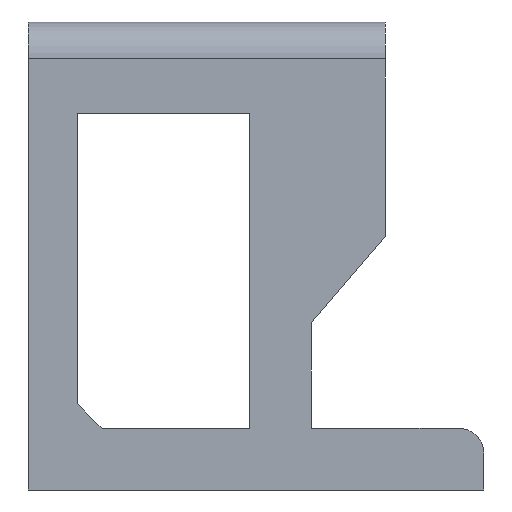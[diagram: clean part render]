
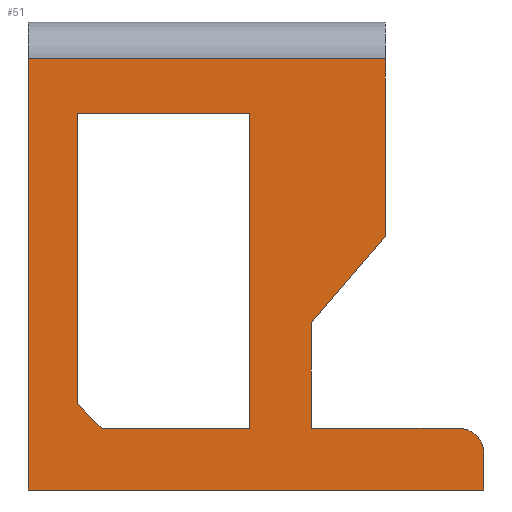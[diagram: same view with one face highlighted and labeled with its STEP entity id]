
A CAD part, left-side view. The second image highlights one B-rep face of the part: STEP entity #51.
In plain terms, the highlighted planar face has unit normal (-1, 0, 0).
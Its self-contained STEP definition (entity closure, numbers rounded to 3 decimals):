
#1 = EDGE_CURVE ( 'NONE', #217, #261, #580, .T. ) ;
#8 = DIRECTION ( 'NONE',  ( 0., -1., 0. ) ) ;
#19 = VECTOR ( 'NONE', #8, 1000. ) ;
#20 = DIRECTION ( 'NONE',  ( 1., 0., 0. ) ) ;
#21 = DIRECTION ( 'NONE',  ( -1., 0., 0. ) ) ;
#27 = AXIS2_PLACEMENT_3D ( 'NONE', #770, #20, #636 ) ;
#30 = DIRECTION ( 'NONE',  ( 0., 1., 0. ) ) ;
#40 = CARTESIAN_POINT ( 'NONE',  ( 0., 0., 5. ) ) ;
#50 = CARTESIAN_POINT ( 'NONE',  ( 0., -25., 20.588 ) ) ;
#51 = ADVANCED_FACE ( 'NONE', ( #235, #512 ), #231, .F. ) ;
#52 = CARTESIAN_POINT ( 'NONE',  ( 0., 0., 30.588 ) ) ;
#61 = VERTEX_POINT ( 'NONE', #167 ) ;
#62 = VECTOR ( 'NONE', #402, 1000. ) ;
#76 = ORIENTED_EDGE ( 'NONE', *, *, #755, .T. ) ;
#77 = CARTESIAN_POINT ( 'NONE',  ( 0., 4., 0. ) ) ;
#83 = DIRECTION ( 'NONE',  ( 0., 0., -1. ) ) ;
#87 = LINE ( 'NONE', #494, #837 ) ;
#115 = ORIENTED_EDGE ( 'NONE', *, *, #621, .F. ) ;
#136 = LINE ( 'NONE', #745, #620 ) ;
#141 = LINE ( 'NONE', #679, #62 ) ;
#142 = LINE ( 'NONE', #882, #19 ) ;
#147 = CARTESIAN_POINT ( 'NONE',  ( 0., -33., 3. ) ) ;
#154 = CARTESIAN_POINT ( 'NONE',  ( 0., -31., 3. ) ) ;
#160 = VERTEX_POINT ( 'NONE', #469 ) ;
#166 = VERTEX_POINT ( 'NONE', #722 ) ;
#167 = CARTESIAN_POINT ( 'NONE',  ( 0., -25., 35. ) ) ;
#171 = VERTEX_POINT ( 'NONE', #557 ) ;
#173 = EDGE_CURVE ( 'NONE', #174, #496, #694, .T. ) ;
#174 = VERTEX_POINT ( 'NONE', #760 ) ;
#175 = LINE ( 'NONE', #567, #548 ) ;
#180 = ORIENTED_EDGE ( 'NONE', *, *, #399, .F. ) ;
#190 = EDGE_CURVE ( 'NONE', #484, #160, #562, .T. ) ;
#191 = LINE ( 'NONE', #664, #290 ) ;
#194 = CARTESIAN_POINT ( 'NONE',  ( 0., -25., 38. ) ) ;
#198 = DIRECTION ( 'NONE',  ( 0., 0., -1. ) ) ;
#200 = ORIENTED_EDGE ( 'NONE', *, *, #670, .F. ) ;
#217 = VERTEX_POINT ( 'NONE', #240 ) ;
#231 = PLANE ( 'NONE',  #27 ) ;
#235 = FACE_OUTER_BOUND ( 'NONE', #559, .T. ) ;
#240 = CARTESIAN_POINT ( 'NONE',  ( 0., -19., 13.588 ) ) ;
#261 = VERTEX_POINT ( 'NONE', #50 ) ;
#284 = ORIENTED_EDGE ( 'NONE', *, *, #646, .F. ) ;
#286 = ORIENTED_EDGE ( 'NONE', *, *, #597, .T. ) ;
#290 = VECTOR ( 'NONE', #331, 1000. ) ;
#298 = VERTEX_POINT ( 'NONE', #309 ) ;
#309 = CARTESIAN_POINT ( 'NONE',  ( 0., -2., 5. ) ) ;
#325 = LINE ( 'NONE', #40, #744 ) ;
#331 = DIRECTION ( 'NONE',  ( 0., 0., -1. ) ) ;
#352 = VERTEX_POINT ( 'NONE', #406 ) ;
#358 = ORIENTED_EDGE ( 'NONE', *, *, #190, .T. ) ;
#363 = VECTOR ( 'NONE', #459, 1000. ) ;
#385 = LINE ( 'NONE', #650, #445 ) ;
#399 = EDGE_CURVE ( 'NONE', #217, #166, #141, .T. ) ;
#402 = DIRECTION ( 'NONE',  ( 0., 0., -1. ) ) ;
#406 = CARTESIAN_POINT ( 'NONE',  ( 0., -14., 30.588 ) ) ;
#411 = LINE ( 'NONE', #612, #363 ) ;
#425 = LINE ( 'NONE', #52, #803 ) ;
#434 = CARTESIAN_POINT ( 'NONE',  ( 0., -25., 20.588 ) ) ;
#436 = EDGE_CURVE ( 'NONE', #298, #690, #411, .T. ) ;
#442 = ORIENTED_EDGE ( 'NONE', *, *, #790, .F. ) ;
#445 = VECTOR ( 'NONE', #198, 1000. ) ;
#459 = DIRECTION ( 'NONE',  ( 0., -1., 0. ) ) ;
#460 = EDGE_CURVE ( 'NONE', #352, #690, #191, .T. ) ;
#469 = CARTESIAN_POINT ( 'NONE',  ( 0., -31., 5. ) ) ;
#484 = VERTEX_POINT ( 'NONE', #147 ) ;
#494 = CARTESIAN_POINT ( 'NONE',  ( 0., -1., 6. ) ) ;
#496 = VERTEX_POINT ( 'NONE', #77 ) ;
#501 = ORIENTED_EDGE ( 'NONE', *, *, #173, .T. ) ;
#505 = ORIENTED_EDGE ( 'NONE', *, *, #460, .T. ) ;
#507 = DIRECTION ( 'NONE',  ( 0., -0.651, 0.759 ) ) ;
#512 = FACE_BOUND ( 'NONE', #861, .T. ) ;
#524 = EDGE_CURVE ( 'NONE', #298, #171, #87, .T. ) ;
#525 = DIRECTION ( 'NONE',  ( 0., 0., -1. ) ) ;
#547 = VECTOR ( 'NONE', #756, 1000. ) ;
#548 = VECTOR ( 'NONE', #30, 1000. ) ;
#553 = DIRECTION ( 'NONE',  ( 0., 0., -1. ) ) ;
#557 = CARTESIAN_POINT ( 'NONE',  ( 0., 0., 7. ) ) ;
#559 = EDGE_LOOP ( 'NONE', ( #180, #776, #200, #286, #501, #76, #625, #358, #284 ) ) ;
#562 = CIRCLE ( 'NONE', #617, 2. ) ;
#564 = VECTOR ( 'NONE', #525, 1000. ) ;
#567 = CARTESIAN_POINT ( 'NONE',  ( 0., 4., 35. ) ) ;
#580 = LINE ( 'NONE', #434, #801 ) ;
#597 = EDGE_CURVE ( 'NONE', #61, #174, #175, .T. ) ;
#612 = CARTESIAN_POINT ( 'NONE',  ( 0., 0., 5. ) ) ;
#617 = AXIS2_PLACEMENT_3D ( 'NONE', #154, #21, #83 ) ;
#620 = VECTOR ( 'NONE', #553, 1000. ) ;
#621 = EDGE_CURVE ( 'NONE', #352, #717, #425, .T. ) ;
#625 = ORIENTED_EDGE ( 'NONE', *, *, #665, .F. ) ;
#636 = DIRECTION ( 'NONE',  ( 0., 0., -1. ) ) ;
#642 = ORIENTED_EDGE ( 'NONE', *, *, #524, .T. ) ;
#646 = EDGE_CURVE ( 'NONE', #166, #160, #325, .T. ) ;
#650 = CARTESIAN_POINT ( 'NONE',  ( 0., -33., 5. ) ) ;
#655 = ORIENTED_EDGE ( 'NONE', *, *, #436, .F. ) ;
#656 = CARTESIAN_POINT ( 'NONE',  ( 0., -14., 5. ) ) ;
#664 = CARTESIAN_POINT ( 'NONE',  ( 0., -14., 51.204 ) ) ;
#665 = EDGE_CURVE ( 'NONE', #484, #775, #385, .T. ) ;
#669 = CARTESIAN_POINT ( 'NONE',  ( 0., 0., 30.588 ) ) ;
#670 = EDGE_CURVE ( 'NONE', #61, #261, #872, .T. ) ;
#679 = CARTESIAN_POINT ( 'NONE',  ( 0., -19., 51.204 ) ) ;
#690 = VERTEX_POINT ( 'NONE', #656 ) ;
#691 = DIRECTION ( 'NONE',  ( 0., 0.707, 0.707 ) ) ;
#694 = LINE ( 'NONE', #700, #547 ) ;
#700 = CARTESIAN_POINT ( 'NONE',  ( 0., 4., 38. ) ) ;
#717 = VERTEX_POINT ( 'NONE', #669 ) ;
#721 = DIRECTION ( 'NONE',  ( 0., -1., 0. ) ) ;
#722 = CARTESIAN_POINT ( 'NONE',  ( 0., -19., 5. ) ) ;
#744 = VECTOR ( 'NONE', #721, 1000. ) ;
#745 = CARTESIAN_POINT ( 'NONE',  ( 0., 0., 38. ) ) ;
#755 = EDGE_CURVE ( 'NONE', #496, #775, #142, .T. ) ;
#756 = DIRECTION ( 'NONE',  ( 0., 0., -1. ) ) ;
#760 = CARTESIAN_POINT ( 'NONE',  ( 0., 4., 35. ) ) ;
#770 = CARTESIAN_POINT ( 'NONE',  ( 0., 0., 5. ) ) ;
#775 = VERTEX_POINT ( 'NONE', #824 ) ;
#776 = ORIENTED_EDGE ( 'NONE', *, *, #1, .T. ) ;
#790 = EDGE_CURVE ( 'NONE', #717, #171, #136, .T. ) ;
#791 = DIRECTION ( 'NONE',  ( 0., 1., 0. ) ) ;
#801 = VECTOR ( 'NONE', #507, 1000. ) ;
#803 = VECTOR ( 'NONE', #791, 1000. ) ;
#824 = CARTESIAN_POINT ( 'NONE',  ( 0., -33., 0. ) ) ;
#837 = VECTOR ( 'NONE', #691, 1000. ) ;
#861 = EDGE_LOOP ( 'NONE', ( #442, #115, #505, #655, #642 ) ) ;
#872 = LINE ( 'NONE', #194, #564 ) ;
#882 = CARTESIAN_POINT ( 'NONE',  ( 0., 0., 0. ) ) ;
